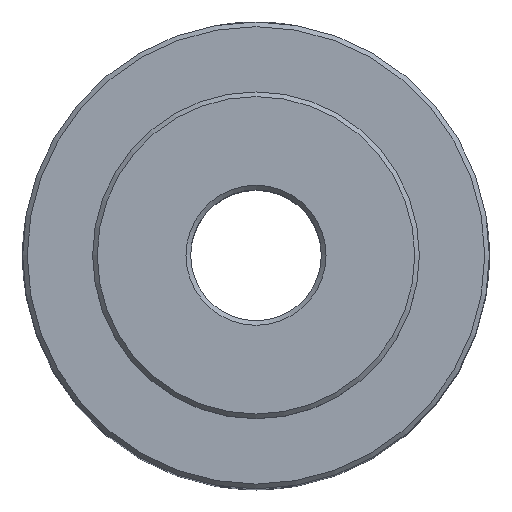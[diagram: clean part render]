
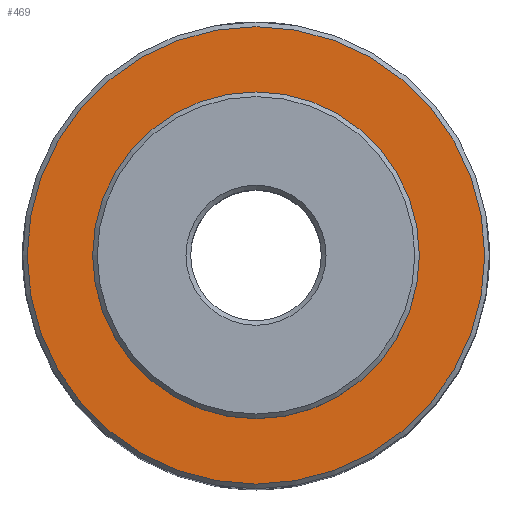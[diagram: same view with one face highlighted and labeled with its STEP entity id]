
A CAD part, top view. The second image highlights one B-rep face of the part: STEP entity #469.
In plain terms, the highlighted planar face has unit normal (0, 0, 1).
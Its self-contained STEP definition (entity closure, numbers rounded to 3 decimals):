
#17=PLANE('',#515);
#38=FACE_BOUND('',#85,.T.);
#49=FACE_OUTER_BOUND('',#84,.T.);
#84=EDGE_LOOP('',(#384));
#85=EDGE_LOOP('',(#385));
#186=CIRCLE('',#514,24.5);
#187=CIRCLE('',#516,17.5);
#235=VERTEX_POINT('',#1280);
#236=VERTEX_POINT('',#1284);
#295=EDGE_CURVE('',#235,#235,#186,.T.);
#296=EDGE_CURVE('',#236,#236,#187,.T.);
#384=ORIENTED_EDGE('',*,*,#295,.F.);
#385=ORIENTED_EDGE('',*,*,#296,.F.);
#469=ADVANCED_FACE('',(#49,#38),#17,.T.);
#514=AXIS2_PLACEMENT_3D('',#1282,#580,#581);
#515=AXIS2_PLACEMENT_3D('',#1283,#582,#583);
#516=AXIS2_PLACEMENT_3D('',#1285,#584,#585);
#580=DIRECTION('center_axis',(0.,0.,-1.));
#581=DIRECTION('ref_axis',(0.,1.,0.));
#582=DIRECTION('center_axis',(0.,0.,1.));
#583=DIRECTION('ref_axis',(-1.,0.,0.));
#584=DIRECTION('center_axis',(0.,0.,1.));
#585=DIRECTION('ref_axis',(-1.,0.,0.));
#1280=CARTESIAN_POINT('',(0.,-24.5,12.));
#1282=CARTESIAN_POINT('Origin',(0.,0.,12.));
#1283=CARTESIAN_POINT('Origin',(0.,0.,12.));
#1284=CARTESIAN_POINT('',(17.5,0.,12.));
#1285=CARTESIAN_POINT('Origin',(0.,0.,12.));
